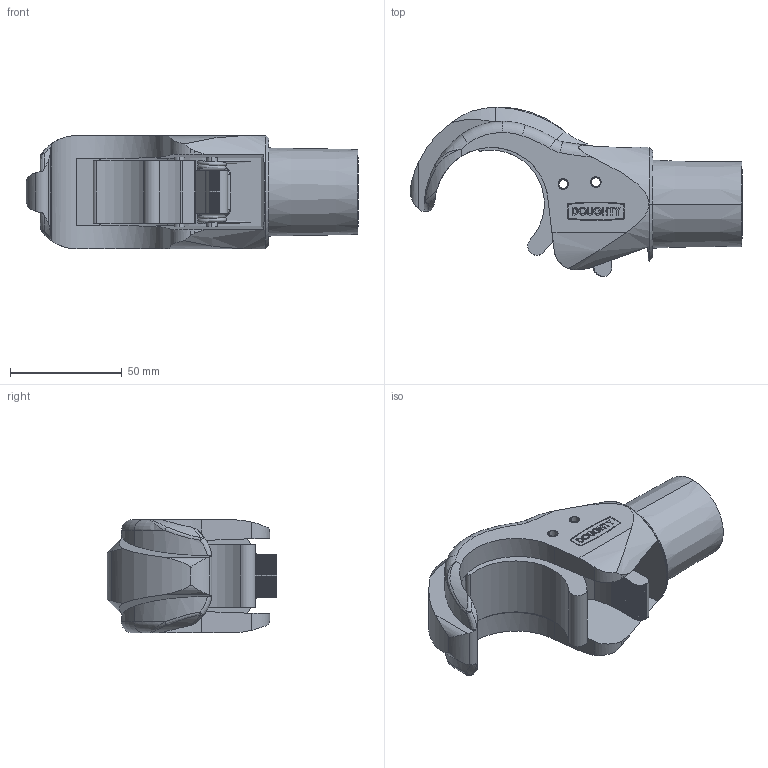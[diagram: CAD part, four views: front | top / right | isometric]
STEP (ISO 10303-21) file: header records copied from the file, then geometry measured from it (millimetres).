
FILE_DESCRIPTION (( 'STEP AP203' ), '1' );
FILE_NAME ('T58759.STEP', '2018-08-13T07:13:37', ( '' ), ( '' ), 'SwSTEP 2.0', 'SolidWorks 2016', '' );
FILE_SCHEMA (( 'CONFIG_CONTROL_DESIGN' ));
Length unit declared in the file: millimetre
Products named in the file (9): T58759; S2801_Compressed; TH2146_TH2149; TH2042; F788 ; TH2026; TH380; TH374; S2947_Spring for 50mm clamp
Assembly tree (9 placements, depth 3):
  T58759
    TH2146_TH2149
    TH380
      TH2042
    TH374
      TH2026
    S2801_Compressed
    S2947_Spring for 50mm clamp
    F788   x2
Bounding box: 148.86 x 75.98 x 51.02 mm (x, y, z)
Volume: 142214.6 mm3; surface area: 51622.7 mm2
Topology: 7 solids, 7 shells, 402 faces, 1102 edges, 717 vertices
Faces by surface type: cylinder 211, plane 111, torus 29, bspline 26, cone 21, sphere 4
Entity records: 17812 total; most frequent: CARTESIAN_POINT 7025, ORIENTED_EDGE 2124, DIRECTION 2082, EDGE_CURVE 1062, AXIS2_PLACEMENT_3D 823, VERTEX_POINT 693, CIRCLE 449, VECTOR 436
